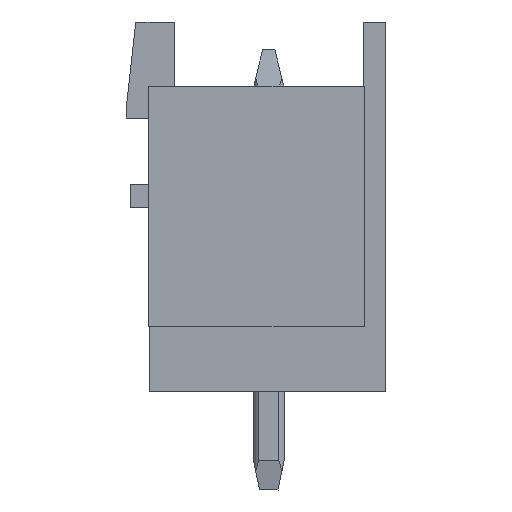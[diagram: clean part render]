
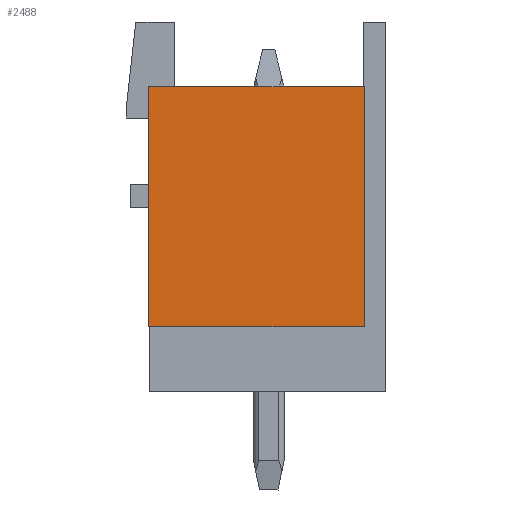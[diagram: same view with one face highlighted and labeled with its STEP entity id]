
A CAD part, left-side view. The second image highlights one B-rep face of the part: STEP entity #2488.
In plain terms, the highlighted planar face has unit normal (-1, 0, 0).
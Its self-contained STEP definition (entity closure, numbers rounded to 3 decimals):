
#2480=AXIS2_PLACEMENT_3D('Plane Axis2P3D',#2477,#2478,#2479) ;
#1804=CARTESIAN_POINT('Vertex',(0.,0.7,5.3)) ;
#1846=CARTESIAN_POINT('Vertex',(0.,0.7,13.1)) ;
#1849=CARTESIAN_POINT('Line Origine',(0.,0.7,9.2)) ;
#2343=CARTESIAN_POINT('Line Origine',(0.,7.7,9.2)) ;
#2347=CARTESIAN_POINT('Vertex',(0.,7.7,5.3)) ;
#2349=CARTESIAN_POINT('Vertex',(0.,7.7,13.1)) ;
#2414=CARTESIAN_POINT('Line Origine',(0.,4.2,5.3)) ;
#2465=CARTESIAN_POINT('Line Origine',(0.,4.2,13.1)) ;
#2477=CARTESIAN_POINT('Axis2P3D Location',(0.,0.,13.1)) ;
#1850=DIRECTION('Vector Direction',(0.,0.,-1.)) ;
#2344=DIRECTION('Vector Direction',(0.,0.,-1.)) ;
#2415=DIRECTION('Vector Direction',(0.,1.,0.)) ;
#2466=DIRECTION('Vector Direction',(0.,1.,0.)) ;
#2478=DIRECTION('Axis2P3D Direction',(1.,-0.,0.)) ;
#2479=DIRECTION('Axis2P3D XDirection',(0.,0.,-1.)) ;
#1851=VECTOR('Line Direction',#1850,1.) ;
#2345=VECTOR('Line Direction',#2344,1.) ;
#2416=VECTOR('Line Direction',#2415,1.) ;
#2467=VECTOR('Line Direction',#2466,1.) ;
#2483=ORIENTED_EDGE('',*,*,#2418,.F.) ;
#2484=ORIENTED_EDGE('',*,*,#1853,.T.) ;
#2485=ORIENTED_EDGE('',*,*,#2469,.T.) ;
#2486=ORIENTED_EDGE('',*,*,#2351,.F.) ;
#2488=ADVANCED_FACE('Housing',(#2487),#2481,.F.) ;
#1853=EDGE_CURVE('',#1805,#1847,#1852,.F.) ;
#2351=EDGE_CURVE('',#2348,#2350,#2346,.F.) ;
#2418=EDGE_CURVE('',#1805,#2348,#2417,.T.) ;
#2469=EDGE_CURVE('',#1847,#2350,#2468,.T.) ;
#2482=EDGE_LOOP('',(#2483,#2484,#2485,#2486)) ;
#2487=FACE_OUTER_BOUND('',#2482,.T.) ;
#1852=LINE('Line',#1849,#1851) ;
#2346=LINE('Line',#2343,#2345) ;
#2417=LINE('Line',#2414,#2416) ;
#2468=LINE('Line',#2465,#2467) ;
#2481=PLANE('',#2480) ;
#1805=VERTEX_POINT('',#1804) ;
#1847=VERTEX_POINT('',#1846) ;
#2348=VERTEX_POINT('',#2347) ;
#2350=VERTEX_POINT('',#2349) ;
